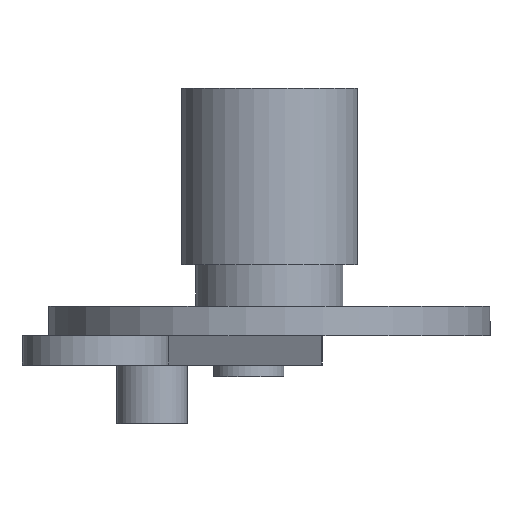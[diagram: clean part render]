
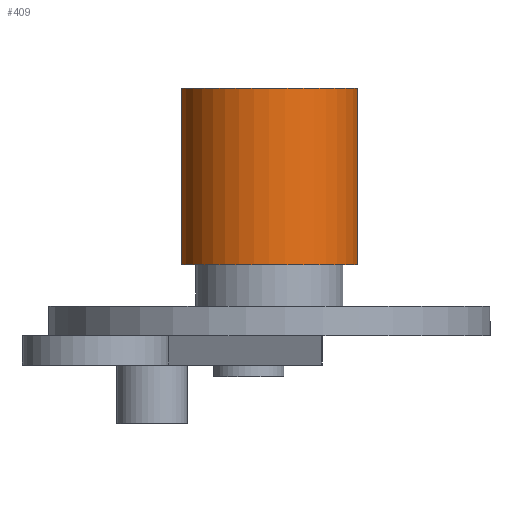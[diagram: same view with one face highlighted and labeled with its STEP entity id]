
A CAD part, front view. The second image highlights one B-rep face of the part: STEP entity #409.
In plain terms, the highlighted cylindrical face has radius 15 mm (diameter 30 mm), a full revolution.
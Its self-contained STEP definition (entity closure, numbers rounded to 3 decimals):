
#106=FACE_BOUND('',#178,.T.);
#133=FACE_OUTER_BOUND('',#177,.T.);
#177=EDGE_LOOP('',(#363));
#178=EDGE_LOOP('',(#364));
#209=CIRCLE('',#499,15.);
#210=CIRCLE('',#500,15.);
#243=VERTEX_POINT('',#753);
#244=VERTEX_POINT('',#755);
#285=EDGE_CURVE('',#243,#243,#209,.T.);
#286=EDGE_CURVE('',#244,#244,#210,.T.);
#363=ORIENTED_EDGE('',*,*,#285,.T.);
#364=ORIENTED_EDGE('',*,*,#286,.T.);
#384=CYLINDRICAL_SURFACE('',#498,15.);
#409=ADVANCED_FACE('',(#133,#106),#384,.T.);
#498=AXIS2_PLACEMENT_3D('',#752,#627,#628);
#499=AXIS2_PLACEMENT_3D('',#754,#629,#630);
#500=AXIS2_PLACEMENT_3D('',#756,#631,#632);
#627=DIRECTION('center_axis',(0.,0.,1.));
#628=DIRECTION('ref_axis',(-1.,0.,0.));
#629=DIRECTION('center_axis',(0.,0.,1.));
#630=DIRECTION('ref_axis',(-1.,0.,0.));
#631=DIRECTION('center_axis',(0.,0.,-1.));
#632=DIRECTION('ref_axis',(-1.,0.,0.));
#752=CARTESIAN_POINT('Origin',(0.,0.,0.));
#753=CARTESIAN_POINT('',(15.,0.,-30.));
#754=CARTESIAN_POINT('Origin',(0.,0.,-30.));
#755=CARTESIAN_POINT('',(15.,0.,0.));
#756=CARTESIAN_POINT('Origin',(0.,0.,0.));
